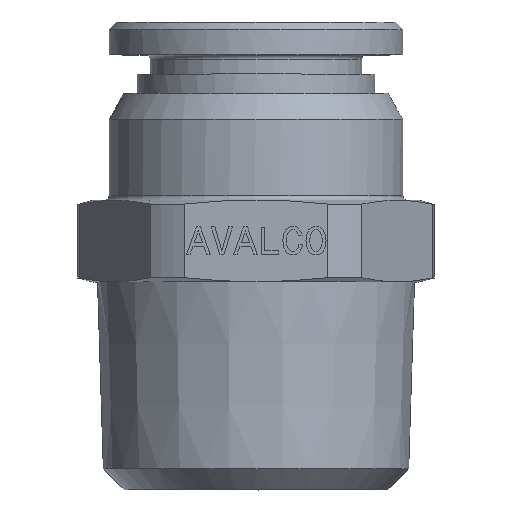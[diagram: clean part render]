
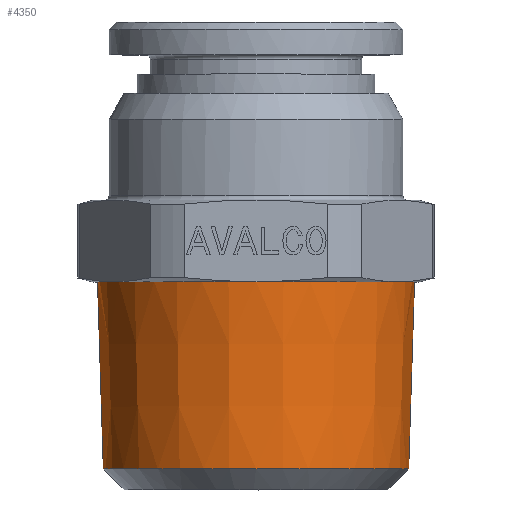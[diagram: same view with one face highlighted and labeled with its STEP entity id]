
A CAD part, top view. The second image highlights one B-rep face of the part: STEP entity #4350.
In plain terms, the highlighted conical face has half-angle 1.78 degrees and reference radius 10.485 mm.
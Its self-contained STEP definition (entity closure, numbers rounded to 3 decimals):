
#2892=CARTESIAN_POINT('Axis2P3D Location',(0.,-12.6,0.)) ;
#2896=CARTESIAN_POINT('Vertex',(-10.289,-12.6,0.)) ;
#2898=CARTESIAN_POINT('Vertex',(10.289,-12.6,0.)) ;
#4320=CARTESIAN_POINT('Axis2P3D Location',(0.,-6.3,0.)) ;
#4325=CARTESIAN_POINT('Axis2P3D Location',(0.,0.,0.)) ;
#4329=CARTESIAN_POINT('Vertex',(10.68,0.,0.)) ;
#4331=CARTESIAN_POINT('Vertex',(-10.68,0.,0.)) ;
#4334=CARTESIAN_POINT('Line Origine',(-15536.174,499583.746,0.)) ;
#4339=CARTESIAN_POINT('Line Origine',(15536.174,499583.746,0.)) ;
#2893=DIRECTION('Axis2P3D Direction',(-0.,1.,0.)) ;
#4321=DIRECTION('Axis2P3D Direction',(0.,1.,0.)) ;
#4322=DIRECTION('Axis2P3D XDirection',(-1.,0.,0.)) ;
#4326=DIRECTION('Axis2P3D Direction',(-0.,1.,0.)) ;
#4335=DIRECTION('Vector Direction',(-0.031,1.,0.)) ;
#4340=DIRECTION('Vector Direction',(0.031,1.,0.)) ;
#2894=AXIS2_PLACEMENT_3D('Circle Axis2P3D',#2892,#2893,$) ;
#4323=AXIS2_PLACEMENT_3D('Cone Axis2P3D',#4320,#4321,#4322) ;
#4327=AXIS2_PLACEMENT_3D('Circle Axis2P3D',#4325,#4326,$) ;
#4345=ORIENTED_EDGE('',*,*,#4333,.T.) ;
#4346=ORIENTED_EDGE('',*,*,#4338,.F.) ;
#4347=ORIENTED_EDGE('',*,*,#2900,.T.) ;
#4348=ORIENTED_EDGE('',*,*,#4343,.T.) ;
#4336=VECTOR('Line Direction',#4335,1.) ;
#4341=VECTOR('Line Direction',#4340,1.) ;
#4350=ADVANCED_FACE('PN510B-12R12',(#4349),#4324,.T.) ;
#2895=CIRCLE('generated circle',#2894,10.289) ;
#4328=CIRCLE('generated circle',#4327,10.68) ;
#4324=CONICAL_SURFACE('Cone',#4323,10.484,0.031) ;
#2900=EDGE_CURVE('',#2897,#2899,#2895,.T.) ;
#4333=EDGE_CURVE('',#4330,#4332,#4328,.F.) ;
#4338=EDGE_CURVE('',#2897,#4332,#4337,.T.) ;
#4343=EDGE_CURVE('',#2899,#4330,#4342,.T.) ;
#4344=EDGE_LOOP('',(#4345,#4346,#4347,#4348)) ;
#4349=FACE_OUTER_BOUND('',#4344,.T.) ;
#4337=LINE('Line',#4334,#4336) ;
#4342=LINE('Line',#4339,#4341) ;
#2897=VERTEX_POINT('',#2896) ;
#2899=VERTEX_POINT('',#2898) ;
#4330=VERTEX_POINT('',#4329) ;
#4332=VERTEX_POINT('',#4331) ;
